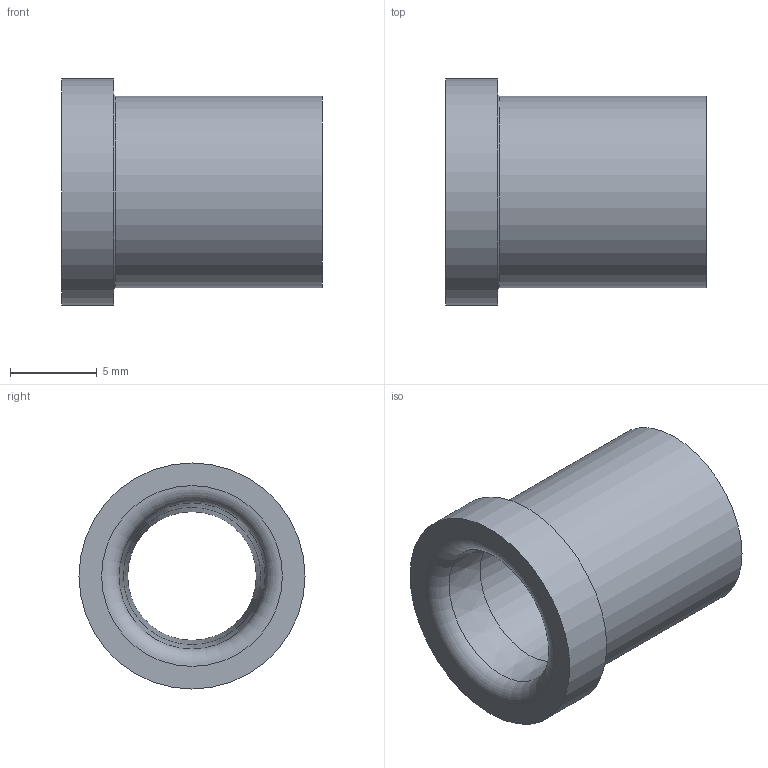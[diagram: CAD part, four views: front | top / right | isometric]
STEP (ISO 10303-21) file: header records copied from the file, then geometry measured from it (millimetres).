
FILE_DESCRIPTION( ( 'Unknown' ), '1' );
FILE_NAME( '391620700-B.stp', 'Unknown', ( 'Unknown' ), ( 'Unknown' ), 'PSStep 15.0.49', 'Unknown', ' ' );
FILE_SCHEMA( ( 'AUTOMOTIVE_DESIGN { 1 0 10303 214 1 1 1 1 }' ) );
Length unit declared in the file: millimetre
Products named in the file (1): 1
Bounding box: 15 x 13 x 13 mm (x, y, z)
Volume: 845.2 mm3; surface area: 1052.1 mm2
Topology: 1 solids, 1 shells, 10 faces, 17 edges, 10 vertices
Faces by surface type: plane 3, cylinder 3, torus 3, cone 1
Full cylindrical faces by diameter (mm): 7.4 x1, 11 x1, 13 x1
Entity records: 304 total; most frequent: DIRECTION 42, CARTESIAN_POINT 31, AXIS2_PLACEMENT_3D 21, EDGE_LOOP 20, ORIENTED_EDGE 20, FACE_OUTER_BOUND 16, STYLED_ITEM 10, PRESENTATION_STYLE_ASSIGNMENT 10
